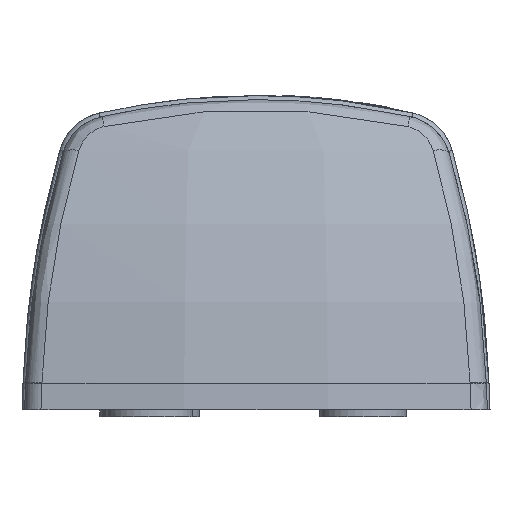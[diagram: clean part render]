
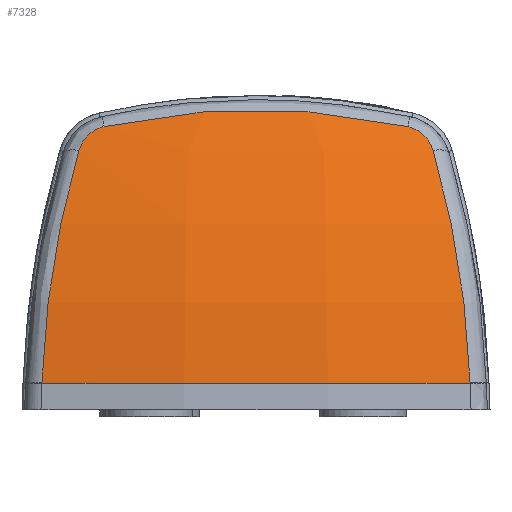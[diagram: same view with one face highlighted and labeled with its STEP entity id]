
A CAD part, front view. The second image highlights one B-rep face of the part: STEP entity #7328.
In plain terms, the highlighted toroidal (fillet/blend) face has major radius 35.985 mm and minor radius 50 mm.
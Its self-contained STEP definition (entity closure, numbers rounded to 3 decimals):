
#217 = CARTESIAN_POINT ( 'NONE',  ( -13.242, -48.946, 16.895 ) ) ;
#232 = B_SPLINE_CURVE_WITH_KNOTS ( 'NONE', 3,
 ( #22199, #6238, #10885, #27011, #13181 ),
 .UNSPECIFIED., .F., .F.,
 ( 4, 1, 4 ),
 ( 0., 0.429, 1. ),
 .UNSPECIFIED. ) ;
#600 = CARTESIAN_POINT ( 'NONE',  ( 11.349, -48.317, 18.687 ) ) ;
#652 = CARTESIAN_POINT ( 'NONE',  ( -15.801, -52.805, 5.606 ) ) ;
#1512 = DIRECTION ( 'NONE',  ( -0.707, -0.707, 0. ) ) ;
#1912 = CARTESIAN_POINT ( 'NONE',  ( 16.01, -53.311, -0.426 ) ) ;
#2378 = VERTEX_POINT ( 'NONE', #1912 ) ;
#2403 = TOROIDAL_SURFACE ( 'NONE', #8720, 35.985, 50. ) ;
#2554 = CARTESIAN_POINT ( 'NONE',  ( -12.71, -48.451, 18.058 ) ) ;
#3005 = CARTESIAN_POINT ( 'NONE',  ( -16.01, -53.311, -0.426 ) ) ;
#3200 = EDGE_CURVE ( 'NONE', #12315, #18860, #19142, .T. ) ;
#3868 = CARTESIAN_POINT ( 'NONE',  ( 13.242, -48.946, 16.895 ) ) ;
#4162 = CARTESIAN_POINT ( 'NONE',  ( -16.011, -53.313, -0.451 ) ) ;
#4322 = B_SPLINE_CURVE_WITH_KNOTS ( 'NONE', 3,
 ( #217, #27889, #2554, #18696, #4883 ),
 .UNSPECIFIED., .F., .F.,
 ( 4, 1, 4 ),
 ( 0., 0.429, 1. ),
 .UNSPECIFIED. ) ;
#4732 = CARTESIAN_POINT ( 'NONE',  ( -16.01, -53.311, -0.426 ) ) ;
#4883 = CARTESIAN_POINT ( 'NONE',  ( -11.349, -48.317, 18.687 ) ) ;
#5314 = CARTESIAN_POINT ( 'NONE',  ( -13.242, -48.946, 16.895 ) ) ;
#5514 = B_SPLINE_CURVE_WITH_KNOTS ( 'NONE', 3,
 ( #3868, #22342, #24652, #10837 ),
 .UNSPECIFIED., .F., .F.,
 ( 4, 4 ),
 ( 0., 1. ),
 .UNSPECIFIED. ) ;
#6099 = CARTESIAN_POINT ( 'NONE',  ( -13.242, -48.946, 16.895 ) ) ;
#6238 = CARTESIAN_POINT ( 'NONE',  ( 11.738, -48.308, 18.6 ) ) ;
#7043 = ORIENTED_EDGE ( 'NONE', *, *, #11014, .F. ) ;
#7052 = EDGE_CURVE ( 'NONE', #18860, #16559, #4322, .T. ) ;
#7328 = ADVANCED_FACE ( 'NONE', ( #9965 ), #2403, .T. ) ;
#7861 = EDGE_CURVE ( 'NONE', #28184, #9189, #232, .T. ) ;
#8720 = AXIS2_PLACEMENT_3D ( 'NONE', #19899, #15344, #1512 ) ;
#9135 = ORIENTED_EDGE ( 'NONE', *, *, #18888, .F. ) ;
#9189 = VERTEX_POINT ( 'NONE', #15758 ) ;
#9424 = ORIENTED_EDGE ( 'NONE', *, *, #29806, .F. ) ;
#9772 = CARTESIAN_POINT ( 'NONE',  ( -8.161, -48.388, 19.402 ) ) ;
#9965 = FACE_OUTER_BOUND ( 'NONE', #13743, .T. ) ;
#10485 = CARTESIAN_POINT ( 'NONE',  ( 11.349, -48.317, 18.687 ) ) ;
#10837 = CARTESIAN_POINT ( 'NONE',  ( 16.01, -53.311, -0.426 ) ) ;
#10885 = CARTESIAN_POINT ( 'NONE',  ( 12.604, -48.41, 18.167 ) ) ;
#11014 = EDGE_CURVE ( 'NONE', #14777, #12315, #27409, .T. ) ;
#11139 = CARTESIAN_POINT ( 'NONE',  ( 16.012, -53.315, -0.475 ) ) ;
#11152 = VERTEX_POINT ( 'NONE', #14142 ) ;
#11761 = CARTESIAN_POINT ( 'NONE',  ( 0., 30.969, -0.5 ) ) ;
#12315 = VERTEX_POINT ( 'NONE', #4732 ) ;
#13181 = CARTESIAN_POINT ( 'NONE',  ( 13.242, -48.946, 16.895 ) ) ;
#13337 = CARTESIAN_POINT ( 'NONE',  ( -16.012, -53.315, -0.475 ) ) ;
#13659 = ORIENTED_EDGE ( 'NONE', *, *, #3200, .F. ) ;
#13743 = EDGE_LOOP ( 'NONE', ( #16181, #9424, #9135, #21373, #23197, #14007, #13659, #7043 ) ) ;
#13845 = CARTESIAN_POINT ( 'NONE',  ( -16.013, -53.317, -0.5 ) ) ;
#14007 = ORIENTED_EDGE ( 'NONE', *, *, #7052, .F. ) ;
#14075 = DIRECTION ( 'NONE',  ( -0.204, 0.979, 0. ) ) ;
#14142 = CARTESIAN_POINT ( 'NONE',  ( 16.013, -53.317, -0.5 ) ) ;
#14384 = CARTESIAN_POINT ( 'NONE',  ( -14.794, -51.31, 11.543 ) ) ;
#14426 = CARTESIAN_POINT ( 'NONE',  ( 7.098, -48.411, 19.64 ) ) ;
#14777 = VERTEX_POINT ( 'NONE', #13845 ) ;
#15344 = DIRECTION ( 'NONE',  ( 0., 0., 1. ) ) ;
#15758 = CARTESIAN_POINT ( 'NONE',  ( 13.242, -48.946, 16.895 ) ) ;
#16181 = ORIENTED_EDGE ( 'NONE', *, *, #20489, .T. ) ;
#16295 = EDGE_CURVE ( 'NONE', #16559, #28184, #27224, .T. ) ;
#16559 = VERTEX_POINT ( 'NONE', #29091 ) ;
#18696 = CARTESIAN_POINT ( 'NONE',  ( -11.868, -48.305, 18.571 ) ) ;
#18860 = VERTEX_POINT ( 'NONE', #6099 ) ;
#18888 = EDGE_CURVE ( 'NONE', #9189, #2378, #5514, .T. ) ;
#19142 = B_SPLINE_CURVE_WITH_KNOTS ( 'NONE', 3,
 ( #3005, #652, #14384, #5314 ),
 .UNSPECIFIED., .F., .F.,
 ( 4, 4 ),
 ( 0., 1. ),
 .UNSPECIFIED. ) ;
#19899 = CARTESIAN_POINT ( 'NONE',  ( 0., 30.969, -4.858 ) ) ;
#20315 = CARTESIAN_POINT ( 'NONE',  ( -16.01, -53.311, -0.426 ) ) ;
#20457 = CIRCLE ( 'NONE', #29133, 85.794 ) ;
#20489 = EDGE_CURVE ( 'NONE', #14777, #11152, #20457, .T. ) ;
#20948 = B_SPLINE_CURVE_WITH_KNOTS ( 'NONE', 3,
 ( #22641, #24948, #11139, #27270 ),
 .UNSPECIFIED., .F., .F.,
 ( 4, 4 ),
 ( -0.736, -0.729 ),
 .UNSPECIFIED. ) ;
#21373 = ORIENTED_EDGE ( 'NONE', *, *, #7861, .F. ) ;
#22199 = CARTESIAN_POINT ( 'NONE',  ( 11.349, -48.317, 18.687 ) ) ;
#22342 = CARTESIAN_POINT ( 'NONE',  ( 14.794, -51.31, 11.543 ) ) ;
#22641 = CARTESIAN_POINT ( 'NONE',  ( 16.01, -53.311, -0.426 ) ) ;
#23197 = ORIENTED_EDGE ( 'NONE', *, *, #16295, .F. ) ;
#24652 = CARTESIAN_POINT ( 'NONE',  ( 15.801, -52.805, 5.606 ) ) ;
#24948 = CARTESIAN_POINT ( 'NONE',  ( 16.011, -53.313, -0.451 ) ) ;
#25929 = CARTESIAN_POINT ( 'NONE',  ( -11.349, -48.317, 18.687 ) ) ;
#27011 = CARTESIAN_POINT ( 'NONE',  ( 13.104, -48.735, 17.371 ) ) ;
#27224 = B_SPLINE_CURVE_WITH_KNOTS ( 'NONE', 3,
 ( #25929, #9772, #28273, #14426, #600 ),
 .UNSPECIFIED., .F., .F.,
 ( 4, 1, 4 ),
 ( 0., 0.429, 1. ),
 .UNSPECIFIED. ) ;
#27270 = CARTESIAN_POINT ( 'NONE',  ( 16.013, -53.317, -0.5 ) ) ;
#27409 = B_SPLINE_CURVE_WITH_KNOTS ( 'NONE', 3,
 ( #29518, #13337, #4162, #20315 ),
 .UNSPECIFIED., .F., .F.,
 ( 4, 4 ),
 ( -0.737, -0.729 ),
 .UNSPECIFIED. ) ;
#27889 = CARTESIAN_POINT ( 'NONE',  ( -13.138, -48.788, 17.252 ) ) ;
#27919 = DIRECTION ( 'NONE',  ( 0., 0., 1. ) ) ;
#28184 = VERTEX_POINT ( 'NONE', #10485 ) ;
#28273 = CARTESIAN_POINT ( 'NONE',  ( -0.552, -48.461, 20.367 ) ) ;
#29091 = CARTESIAN_POINT ( 'NONE',  ( -11.349, -48.317, 18.687 ) ) ;
#29133 = AXIS2_PLACEMENT_3D ( 'NONE', #11761, #27919, #14075 ) ;
#29518 = CARTESIAN_POINT ( 'NONE',  ( -16.013, -53.317, -0.5 ) ) ;
#29806 = EDGE_CURVE ( 'NONE', #2378, #11152, #20948, .T. ) ;
